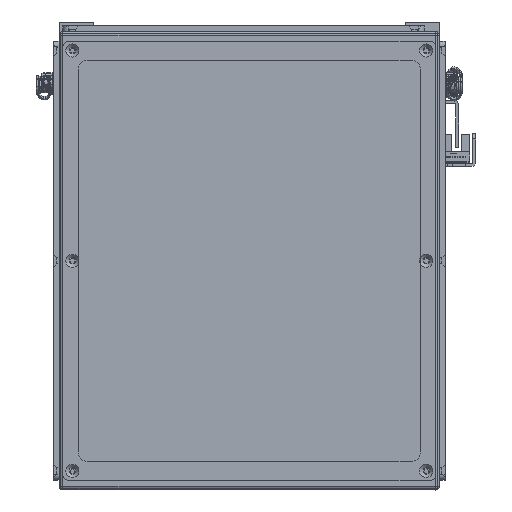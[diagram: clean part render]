
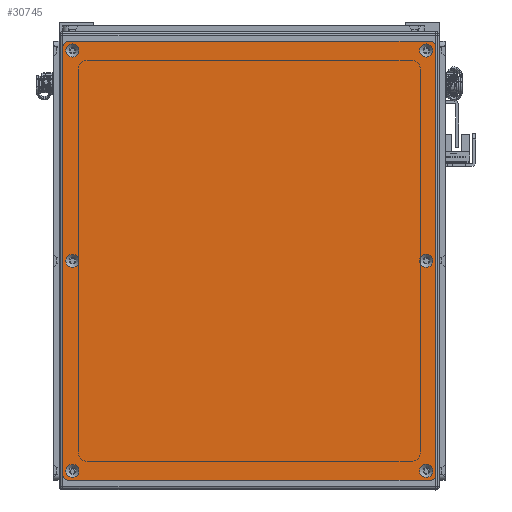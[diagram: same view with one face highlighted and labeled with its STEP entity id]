
A CAD part, front view. The second image highlights one B-rep face of the part: STEP entity #30745.
In plain terms, the highlighted planar face has unit normal (0, -1, 0).
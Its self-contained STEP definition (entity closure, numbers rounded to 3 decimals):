
#702=FACE_BOUND('',#6751,.T.);
#703=FACE_BOUND('',#6752,.T.);
#704=FACE_BOUND('',#6753,.T.);
#705=FACE_BOUND('',#6754,.T.);
#706=FACE_BOUND('',#6755,.T.);
#707=FACE_BOUND('',#6756,.T.);
#2220=PLANE('',#34182);
#4762=FACE_OUTER_BOUND('',#6750,.T.);
#6750=EDGE_LOOP('',(#28844,#28845,#28846,#28847,#28848,#28849,#28850,#28851));
#6751=EDGE_LOOP('',(#28852));
#6752=EDGE_LOOP('',(#28853));
#6753=EDGE_LOOP('',(#28854));
#6754=EDGE_LOOP('',(#28855));
#6755=EDGE_LOOP('',(#28856));
#6756=EDGE_LOOP('',(#28857));
#9279=LINE('',#54258,#11793);
#9280=LINE('',#54262,#11794);
#9281=LINE('',#54266,#11795);
#9282=LINE('',#54269,#11796);
#11793=VECTOR('',#42806,10.);
#11794=VECTOR('',#42809,10.);
#11795=VECTOR('',#42812,10.);
#11796=VECTOR('',#42815,10.);
#13230=CIRCLE('',#34150,3.45);
#13233=CIRCLE('',#34155,3.45);
#13236=CIRCLE('',#34160,3.45);
#13239=CIRCLE('',#34165,3.45);
#13242=CIRCLE('',#34170,3.45);
#13245=CIRCLE('',#34175,3.45);
#13248=CIRCLE('',#34180,3.);
#13250=CIRCLE('',#34183,3.);
#13251=CIRCLE('',#34184,3.);
#13252=CIRCLE('',#34185,3.);
#16082=VERTEX_POINT('',#54188);
#16085=VERTEX_POINT('',#54198);
#16088=VERTEX_POINT('',#54208);
#16091=VERTEX_POINT('',#54218);
#16094=VERTEX_POINT('',#54228);
#16097=VERTEX_POINT('',#54238);
#16100=VERTEX_POINT('',#54248);
#16101=VERTEX_POINT('',#54249);
#16104=VERTEX_POINT('',#54257);
#16105=VERTEX_POINT('',#54259);
#16106=VERTEX_POINT('',#54261);
#16107=VERTEX_POINT('',#54263);
#16108=VERTEX_POINT('',#54265);
#16109=VERTEX_POINT('',#54267);
#20332=EDGE_CURVE('',#16082,#16082,#13230,.T.);
#20337=EDGE_CURVE('',#16085,#16085,#13233,.T.);
#20342=EDGE_CURVE('',#16088,#16088,#13236,.T.);
#20347=EDGE_CURVE('',#16091,#16091,#13239,.T.);
#20352=EDGE_CURVE('',#16094,#16094,#13242,.T.);
#20357=EDGE_CURVE('',#16097,#16097,#13245,.T.);
#20362=EDGE_CURVE('',#16100,#16101,#13248,.T.);
#20366=EDGE_CURVE('',#16100,#16104,#9279,.T.);
#20367=EDGE_CURVE('',#16105,#16104,#13250,.T.);
#20368=EDGE_CURVE('',#16105,#16106,#9280,.T.);
#20369=EDGE_CURVE('',#16107,#16106,#13251,.T.);
#20370=EDGE_CURVE('',#16107,#16108,#9281,.T.);
#20371=EDGE_CURVE('',#16109,#16108,#13252,.T.);
#20372=EDGE_CURVE('',#16109,#16101,#9282,.T.);
#28844=ORIENTED_EDGE('',*,*,#20362,.F.);
#28845=ORIENTED_EDGE('',*,*,#20366,.T.);
#28846=ORIENTED_EDGE('',*,*,#20367,.F.);
#28847=ORIENTED_EDGE('',*,*,#20368,.T.);
#28848=ORIENTED_EDGE('',*,*,#20369,.F.);
#28849=ORIENTED_EDGE('',*,*,#20370,.T.);
#28850=ORIENTED_EDGE('',*,*,#20371,.F.);
#28851=ORIENTED_EDGE('',*,*,#20372,.T.);
#28852=ORIENTED_EDGE('',*,*,#20332,.T.);
#28853=ORIENTED_EDGE('',*,*,#20337,.T.);
#28854=ORIENTED_EDGE('',*,*,#20342,.T.);
#28855=ORIENTED_EDGE('',*,*,#20347,.T.);
#28856=ORIENTED_EDGE('',*,*,#20352,.T.);
#28857=ORIENTED_EDGE('',*,*,#20357,.T.);
#30745=ADVANCED_FACE('',(#4762,#702,#703,#704,#705,#706,#707),#2220,.T.);
#34150=AXIS2_PLACEMENT_3D('',#54189,#42726,#42727);
#34155=AXIS2_PLACEMENT_3D('',#54199,#42738,#42739);
#34160=AXIS2_PLACEMENT_3D('',#54209,#42750,#42751);
#34165=AXIS2_PLACEMENT_3D('',#54219,#42762,#42763);
#34170=AXIS2_PLACEMENT_3D('',#54229,#42774,#42775);
#34175=AXIS2_PLACEMENT_3D('',#54239,#42786,#42787);
#34180=AXIS2_PLACEMENT_3D('',#54250,#42798,#42799);
#34182=AXIS2_PLACEMENT_3D('',#54256,#42804,#42805);
#34183=AXIS2_PLACEMENT_3D('',#54260,#42807,#42808);
#34184=AXIS2_PLACEMENT_3D('',#54264,#42810,#42811);
#34185=AXIS2_PLACEMENT_3D('',#54268,#42813,#42814);
#42726=DIRECTION('center_axis',(0.,1.,0.));
#42727=DIRECTION('ref_axis',(1.,0.,0.));
#42738=DIRECTION('center_axis',(0.,1.,0.));
#42739=DIRECTION('ref_axis',(1.,0.,0.));
#42750=DIRECTION('center_axis',(0.,1.,0.));
#42751=DIRECTION('ref_axis',(1.,0.,0.));
#42762=DIRECTION('center_axis',(0.,1.,0.));
#42763=DIRECTION('ref_axis',(1.,0.,0.));
#42774=DIRECTION('center_axis',(0.,1.,0.));
#42775=DIRECTION('ref_axis',(1.,0.,0.));
#42786=DIRECTION('center_axis',(0.,1.,0.));
#42787=DIRECTION('ref_axis',(1.,0.,0.));
#42798=DIRECTION('center_axis',(0.,1.,0.));
#42799=DIRECTION('ref_axis',(-0.707,0.,0.707));
#42804=DIRECTION('center_axis',(0.,-1.,0.));
#42805=DIRECTION('ref_axis',(0.,0.,-1.));
#42806=DIRECTION('',(0.,0.,-1.));
#42807=DIRECTION('center_axis',(0.,1.,0.));
#42808=DIRECTION('ref_axis',(-0.707,0.,-0.707));
#42809=DIRECTION('',(1.,0.,0.));
#42810=DIRECTION('center_axis',(0.,1.,0.));
#42811=DIRECTION('ref_axis',(0.707,0.,-0.707));
#42812=DIRECTION('',(0.,0.,1.));
#42813=DIRECTION('center_axis',(0.,1.,0.));
#42814=DIRECTION('ref_axis',(0.707,0.,0.707));
#42815=DIRECTION('',(-1.,0.,0.));
#54188=CARTESIAN_POINT('',(107.05,-1.5,93.));
#54189=CARTESIAN_POINT('Origin',(110.5,-1.5,93.));
#54198=CARTESIAN_POINT('',(-3.45,-1.5,93.));
#54199=CARTESIAN_POINT('Origin',(0.,-1.5,93.));
#54208=CARTESIAN_POINT('',(-113.95,-1.5,93.));
#54209=CARTESIAN_POINT('Origin',(-110.5,-1.5,93.));
#54218=CARTESIAN_POINT('',(-113.95,-1.5,-93.));
#54219=CARTESIAN_POINT('Origin',(-110.5,-1.5,-93.));
#54228=CARTESIAN_POINT('',(-3.45,-1.5,-93.));
#54229=CARTESIAN_POINT('Origin',(0.,-1.5,-93.));
#54238=CARTESIAN_POINT('',(107.05,-1.5,-93.));
#54239=CARTESIAN_POINT('Origin',(110.5,-1.5,-93.));
#54248=CARTESIAN_POINT('',(-115.5,-1.5,95.));
#54249=CARTESIAN_POINT('',(-112.5,-1.5,98.));
#54250=CARTESIAN_POINT('Origin',(-112.5,-1.5,95.));
#54256=CARTESIAN_POINT('Origin',(0.,-1.5,0.));
#54257=CARTESIAN_POINT('',(-115.5,-1.5,-95.));
#54258=CARTESIAN_POINT('',(-115.5,-1.5,98.));
#54259=CARTESIAN_POINT('',(-112.5,-1.5,-98.));
#54260=CARTESIAN_POINT('Origin',(-112.5,-1.5,-95.));
#54261=CARTESIAN_POINT('',(112.5,-1.5,-98.));
#54262=CARTESIAN_POINT('',(-115.5,-1.5,-98.));
#54263=CARTESIAN_POINT('',(115.5,-1.5,-95.));
#54264=CARTESIAN_POINT('Origin',(112.5,-1.5,-95.));
#54265=CARTESIAN_POINT('',(115.5,-1.5,95.));
#54266=CARTESIAN_POINT('',(115.5,-1.5,-98.));
#54267=CARTESIAN_POINT('',(112.5,-1.5,98.));
#54268=CARTESIAN_POINT('Origin',(112.5,-1.5,95.));
#54269=CARTESIAN_POINT('',(115.5,-1.5,98.));
